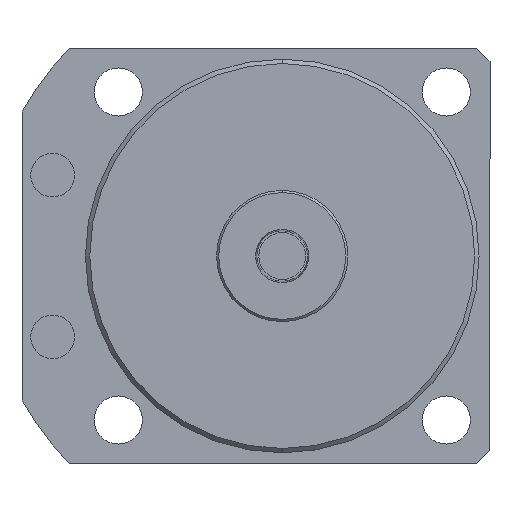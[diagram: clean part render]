
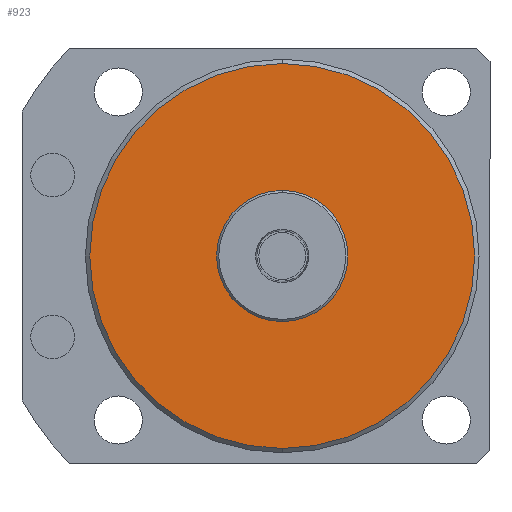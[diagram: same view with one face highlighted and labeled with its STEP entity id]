
A CAD part, front view. The second image highlights one B-rep face of the part: STEP entity #923.
In plain terms, the highlighted planar face has unit normal (0, -1, 0).
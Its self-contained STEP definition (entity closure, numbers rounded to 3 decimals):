
#6 = EDGE_LOOP ( 'NONE', ( #1312, #1313 ) ) ;
#15 = VERTEX_POINT ( 'NONE', #1683 ) ;
#160 = CARTESIAN_POINT ( 'NONE',  ( 0., 0., 0. ) ) ;
#161 = DIRECTION ( 'NONE',  ( 0., -1., 0. ) ) ;
#162 = DIRECTION ( 'NONE',  ( 0., 0., 1. ) ) ;
#163 = CARTESIAN_POINT ( 'NONE',  ( 0., 0., 0. ) ) ;
#164 = DIRECTION ( 'NONE',  ( 0., -1., 0. ) ) ;
#165 = DIRECTION ( 'NONE',  ( 0., 0., 1. ) ) ;
#191 = CARTESIAN_POINT ( 'NONE',  ( 0., 0., 0. ) ) ;
#193 = PLANE ( 'NONE',  #1905 ) ;
#201 = DIRECTION ( 'NONE',  ( 0., 0., 1. ) ) ;
#205 = DIRECTION ( 'NONE',  ( 0., 1., 0. ) ) ;
#297 = VERTEX_POINT ( 'NONE', #2552 ) ;
#441 = CIRCLE ( 'NONE', #2025, 15. ) ;
#459 = CIRCLE ( 'NONE', #2033, 44. ) ;
#551 = CIRCLE ( 'NONE', #2061, 44. ) ;
#557 = CIRCLE ( 'NONE', #2062, 15. ) ;
#637 = EDGE_LOOP ( 'NONE', ( #1310, #1311 ) ) ;
#923 = ADVANCED_FACE ( 'NONE', ( #1530, #1533 ), #193, .F. ) ;
#1310 = ORIENTED_EDGE ( 'NONE', *, *, #1839, .T. ) ;
#1311 = ORIENTED_EDGE ( 'NONE', *, *, #1741, .T. ) ;
#1312 = ORIENTED_EDGE ( 'NONE', *, *, #1840, .F. ) ;
#1313 = ORIENTED_EDGE ( 'NONE', *, *, #1717, .F. ) ;
#1530 = FACE_OUTER_BOUND ( 'NONE', #637, .T. ) ;
#1533 = FACE_BOUND ( 'NONE', #6, .T. ) ;
#1590 = CARTESIAN_POINT ( 'NONE',  ( 0., 0., 0. ) ) ;
#1591 = DIRECTION ( 'NONE',  ( 0., -1., 0. ) ) ;
#1592 = DIRECTION ( 'NONE',  ( 0., 0., 1. ) ) ;
#1624 = CARTESIAN_POINT ( 'NONE',  ( 0., 0., 0. ) ) ;
#1625 = DIRECTION ( 'NONE',  ( 0., -1., 0. ) ) ;
#1626 = DIRECTION ( 'NONE',  ( 0., 0., 1. ) ) ;
#1683 = CARTESIAN_POINT ( 'NONE',  ( 0., 0., 15. ) ) ;
#1717 = EDGE_CURVE ( 'NONE', #1951, #15, #441, .T. ) ;
#1741 = EDGE_CURVE ( 'NONE', #297, #2510, #459, .T. ) ;
#1839 = EDGE_CURVE ( 'NONE', #2510, #297, #551, .T. ) ;
#1840 = EDGE_CURVE ( 'NONE', #15, #1951, #557, .T. ) ;
#1905 = AXIS2_PLACEMENT_3D ( 'NONE', #191, #205, #201 ) ;
#1951 = VERTEX_POINT ( 'NONE', #2326 ) ;
#2025 = AXIS2_PLACEMENT_3D ( 'NONE', #1590, #1591, #1592 ) ;
#2033 = AXIS2_PLACEMENT_3D ( 'NONE', #1624, #1625, #1626 ) ;
#2061 = AXIS2_PLACEMENT_3D ( 'NONE', #160, #161, #162 ) ;
#2062 = AXIS2_PLACEMENT_3D ( 'NONE', #163, #164, #165 ) ;
#2326 = CARTESIAN_POINT ( 'NONE',  ( 0., 0., -15. ) ) ;
#2442 = CARTESIAN_POINT ( 'NONE',  ( 0., 0., 44. ) ) ;
#2510 = VERTEX_POINT ( 'NONE', #2442 ) ;
#2552 = CARTESIAN_POINT ( 'NONE',  ( 0., 0., -44. ) ) ;
